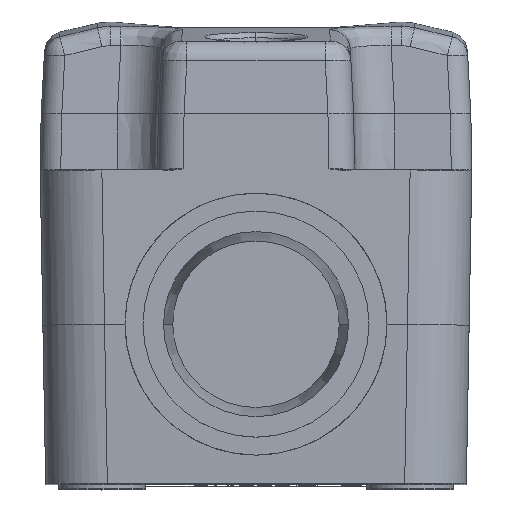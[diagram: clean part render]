
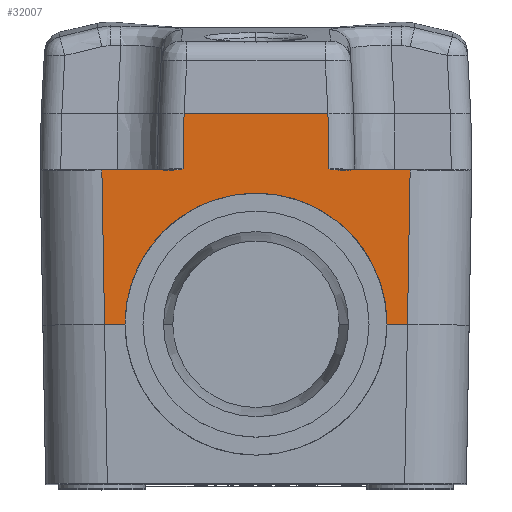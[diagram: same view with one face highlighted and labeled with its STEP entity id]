
A CAD part, top view. The second image highlights one B-rep face of the part: STEP entity #32007.
In plain terms, the highlighted planar face has unit normal (0, 0.013, 1).
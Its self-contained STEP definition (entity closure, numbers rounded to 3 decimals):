
#4303=CARTESIAN_POINT('',(14.998,30.5,44.073));
#4317=DIRECTION('',(-1.,0.,0.));
#4318=VECTOR('',#4317,7.194);
#4319=CARTESIAN_POINT('',(14.998,30.5,44.073));
#4320=LINE('',#4319,#4318);
#4345=DIRECTION('',(-1.,0.,0.));
#4346=VECTOR('',#4345,7.194);
#4347=CARTESIAN_POINT('',(-7.804,30.5,44.073));
#4348=LINE('',#4347,#4346);
#4361=CARTESIAN_POINT('',(-14.998,30.5,44.073));
#15573=CARTESIAN_POINT('',(-12.75,15.5,
44.271));
#15597=CARTESIAN_POINT('',(12.75,15.5,44.271));
#15607=DIRECTION('',(-0.017,-1.,0.013));
#15608=VECTOR('',#15607,5.403);
#15609=CARTESIAN_POINT('',(-7.,36.,44.));
#15610=LINE('',#15609,#15608);
#15611=DIRECTION('',(1.,0.,0.));
#15612=VECTOR('',#15611,14.);
#15613=CARTESIAN_POINT('',(-7.,36.,44.));
#15614=LINE('',#15613,#15612);
#15615=DIRECTION('',(0.017,-1.,0.013));
#15616=VECTOR('',#15615,5.403);
#15617=CARTESIAN_POINT('',(7.,36.,44.));
#15618=LINE('',#15617,#15616);
#15619=DIRECTION('',(0.017,1.,-0.013));
#15620=VECTOR('',#15619,15.004);
#15621=CARTESIAN_POINT('',(14.737,15.5,44.271));
#15622=LINE('',#15621,#15620);
#15623=DIRECTION('',(-1.,0.,0.));
#15624=VECTOR('',#15623,1.987);
#15625=CARTESIAN_POINT('',(14.737,15.5,44.271));
#15626=LINE('',#15625,#15624);
#15627=CARTESIAN_POINT('',(12.75,15.5,44.271));
#15628=CARTESIAN_POINT('',(12.75,16.251,44.261));
#15629=CARTESIAN_POINT('',(12.617,17.81,44.24));
#15630=CARTESIAN_POINT('',(11.94,20.207,44.208));
#15631=CARTESIAN_POINT('',(10.752,22.518,44.178));
#15632=CARTESIAN_POINT('',(9.081,24.581,44.151));
#15633=CARTESIAN_POINT('',(7.018,26.252,44.129));
#15634=CARTESIAN_POINT('',(5.093,27.242,44.116));
#15635=CARTESIAN_POINT('',(3.509,27.779,44.109));
#15636=CARTESIAN_POINT('',(2.318,28.057,44.105));
#15637=CARTESIAN_POINT('',(1.337,28.19,44.103));
#15638=CARTESIAN_POINT('',(0.566,28.242,
44.102));
#15639=CARTESIAN_POINT('',(0.,28.254,44.102));
#15640=CARTESIAN_POINT('',(-0.566,28.242,
44.102));
#15641=CARTESIAN_POINT('',(-1.337,28.19,
44.103));
#15642=CARTESIAN_POINT('',(-2.318,28.057,
44.105));
#15643=CARTESIAN_POINT('',(-3.509,27.779,
44.109));
#15644=CARTESIAN_POINT('',(-5.093,27.242,
44.116));
#15645=CARTESIAN_POINT('',(-7.018,26.252,
44.129));
#15646=CARTESIAN_POINT('',(-9.081,24.581,
44.151));
#15647=CARTESIAN_POINT('',(-10.752,22.518,
44.178));
#15648=CARTESIAN_POINT('',(-11.94,20.207,
44.208));
#15649=CARTESIAN_POINT('',(-12.617,17.81,
44.24));
#15650=CARTESIAN_POINT('',(-12.75,16.251,
44.261));
#15651=CARTESIAN_POINT('',(-12.75,15.5,
44.271));
#15653=DIRECTION('',(-1.,0.,0.));
#15654=VECTOR('',#15653,1.987);
#15655=CARTESIAN_POINT('',(-12.75,15.5,
44.271));
#15656=LINE('',#15655,#15654);
#15657=DIRECTION('',(0.017,-1.,0.013));
#15658=VECTOR('',#15657,15.004);
#15659=CARTESIAN_POINT('',(-14.998,30.5,44.073));
#15660=LINE('',#15659,#15658);
#15681=CARTESIAN_POINT('',(-7.,36.,44.));
#15695=CARTESIAN_POINT('',(7.,36.,44.));
#15705=CARTESIAN_POINT('',(-14.737,15.5,
44.271));
#15736=CARTESIAN_POINT('',(-7.094,30.599,
44.071));
#15737=CARTESIAN_POINT('',(-7.16,30.586,
44.071));
#15738=CARTESIAN_POINT('',(-7.288,30.56,
44.072));
#15739=CARTESIAN_POINT('',(-7.47,30.528,
44.072));
#15740=CARTESIAN_POINT('',(-7.643,30.506,
44.073));
#15741=CARTESIAN_POINT('',(-7.751,30.5,
44.073));
#15742=CARTESIAN_POINT('',(-7.804,30.5,
44.073));
#15744=CARTESIAN_POINT('',(7.804,30.5,44.073));
#15745=CARTESIAN_POINT('',(7.752,30.5,44.073));
#15746=CARTESIAN_POINT('',(7.644,30.506,44.073));
#15747=CARTESIAN_POINT('',(7.472,30.528,44.072));
#15748=CARTESIAN_POINT('',(7.29,30.56,44.072));
#15749=CARTESIAN_POINT('',(7.161,30.585,44.071));
#15750=CARTESIAN_POINT('',(7.094,30.599,44.071));
#15757=VERTEX_POINT('',#15705);
#18612=VERTEX_POINT('',#15744);
#18613=VERTEX_POINT('',#15750);
#18614=VERTEX_POINT('',#15736);
#18615=VERTEX_POINT('',#15742);
#18850=VERTEX_POINT('',#15681);
#18851=VERTEX_POINT('',#15695);
#18854=VERTEX_POINT('',#4361);
#18857=VERTEX_POINT('',#4303);
#18861=CARTESIAN_POINT('',(14.737,15.5,44.271));
#18862=VERTEX_POINT('',#18861);
#18865=VERTEX_POINT('',#15573);
#18866=VERTEX_POINT('',#15597);
#31980=CARTESIAN_POINT('',(-23.2,36.,44.));
#31981=DIRECTION('',(0.,0.013,1.));
#31982=DIRECTION('',(1.,0.,0.));
#31983=AXIS2_PLACEMENT_3D('',#31980,#31981,#31982);
#31984=PLANE('',#31983);
#31985=ORIENTED_EDGE('',*,*,#20624,.F.);
#31987=ORIENTED_EDGE('',*,*,#31986,.F.);
#31989=ORIENTED_EDGE('',*,*,#31988,.F.);
#31991=ORIENTED_EDGE('',*,*,#31990,.T.);
#31993=ORIENTED_EDGE('',*,*,#31992,.T.);
#31995=ORIENTED_EDGE('',*,*,#31994,.F.);
#31996=ORIENTED_EDGE('',*,*,#20598,.F.);
#31998=ORIENTED_EDGE('',*,*,#31997,.F.);
#31999=ORIENTED_EDGE('',*,*,#31968,.T.);
#32001=ORIENTED_EDGE('',*,*,#32000,.T.);
#32002=ORIENTED_EDGE('',*,*,#31975,.T.);
#32004=ORIENTED_EDGE('',*,*,#32003,.F.);
#32005=EDGE_LOOP('',(#31985,#31987,#31989,#31991,#31993,#31995,#31996,#31998,
#31999,#32001,#32002,#32004));
#32006=FACE_OUTER_BOUND('',#32005,.F.);
#15652=B_SPLINE_CURVE_WITH_KNOTS('',3,(#15627,#15628,#15629,#15630,#15631,
#15632,#15633,#15634,#15635,#15636,#15637,#15638,#15639,#15640,#15641,#15642,
#15643,#15644,#15645,#15646,#15647,#15648,#15649,#15650,#15651),.UNSPECIFIED.,
.F.,.F.,(4,1,1,1,1,1,1,1,1,1,1,1,1,1,1,1,1,1,1,1,1,1,4),(0.,0.063,0.125,
0.188,0.25,0.313,0.375,0.406,0.438,0.469,0.484,0.5,
0.516,0.531,0.563,0.594,0.625,0.688,0.75,0.813,
0.875,0.938,1.),.UNSPECIFIED.);
#15743=B_SPLINE_CURVE_WITH_KNOTS('',3,(#15736,#15737,#15738,#15739,#15740,
#15741,#15742),.UNSPECIFIED.,.F.,.F.,(4,1,1,1,4),(0.,0.25,0.5,0.75,
1.),.UNSPECIFIED.);
#15751=B_SPLINE_CURVE_WITH_KNOTS('',3,(#15744,#15745,#15746,#15747,#15748,
#15749,#15750),.UNSPECIFIED.,.F.,.F.,(4,1,1,1,4),(0.,0.25,0.5,0.75,
1.),.UNSPECIFIED.);
#20598=EDGE_CURVE('',#18857,#18612,#4320,.T.);
#20624=EDGE_CURVE('',#18615,#18854,#4348,.T.);
#31968=EDGE_CURVE('',#18862,#18866,#15626,.T.);
#31975=EDGE_CURVE('',#18865,#15757,#15656,.T.);
#31986=EDGE_CURVE('',#18614,#18615,#15743,.T.);
#31988=EDGE_CURVE('',#18850,#18614,#15610,.T.);
#31990=EDGE_CURVE('',#18850,#18851,#15614,.T.);
#31992=EDGE_CURVE('',#18851,#18613,#15618,.T.);
#31994=EDGE_CURVE('',#18612,#18613,#15751,.T.);
#31997=EDGE_CURVE('',#18862,#18857,#15622,.T.);
#32000=EDGE_CURVE('',#18866,#18865,#15652,.T.);
#32003=EDGE_CURVE('',#18854,#15757,#15660,.T.);
#32007=ADVANCED_FACE('',(#32006),#31984,.T.);
